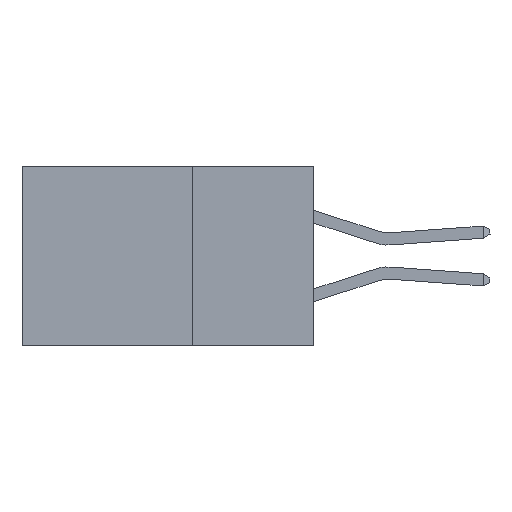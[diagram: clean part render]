
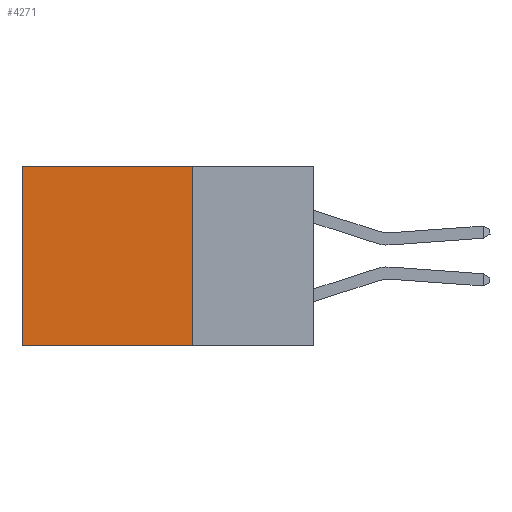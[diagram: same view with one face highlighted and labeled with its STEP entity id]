
A CAD part, left-side view. The second image highlights one B-rep face of the part: STEP entity #4271.
In plain terms, the highlighted planar face has unit normal (-1, 0, 0).
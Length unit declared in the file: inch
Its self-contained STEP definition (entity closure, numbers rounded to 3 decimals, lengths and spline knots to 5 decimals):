
#1169 = LINE ( 'NONE', #14082, #14541 ) ;
#1335 = ORIENTED_EDGE ( 'NONE', *, *, #14481, .F. ) ;
#2407 = ORIENTED_EDGE ( 'NONE', *, *, #12302, .T. ) ;
#2431 = FACE_OUTER_BOUND ( 'NONE', #13235, .T. ) ;
#2478 = VECTOR ( 'NONE', #2781, 39.37008 ) ;
#2547 = ORIENTED_EDGE ( 'NONE', *, *, #10984, .T. ) ;
#2781 = DIRECTION ( 'NONE',  ( 0., 0., -1. ) ) ;
#2954 = DIRECTION ( 'NONE',  ( 0., 1., 0. ) ) ;
#3383 = VECTOR ( 'NONE', #2954, 39.37008 ) ;
#3584 = CARTESIAN_POINT ( 'NONE',  ( 0.2875, 0.6, 0. ) ) ;
#3625 = CARTESIAN_POINT ( 'NONE',  ( 0.2875, 0.6, -0.37 ) ) ;
#4271 = ADVANCED_FACE ( 'NONE', ( #2431 ), #13198, .F. ) ;
#4555 = VERTEX_POINT ( 'NONE', #11917 ) ;
#4579 = EDGE_CURVE ( 'NONE', #6455, #11066, #1169, .T. ) ;
#5029 = ORIENTED_EDGE ( 'NONE', *, *, #4579, .F. ) ;
#5358 = CARTESIAN_POINT ( 'NONE',  ( 0.2875, 0.6, 0. ) ) ;
#6455 = VERTEX_POINT ( 'NONE', #14608 ) ;
#6937 = VECTOR ( 'NONE', #9139, 39.37008 ) ;
#7315 = CARTESIAN_POINT ( 'NONE',  ( 0.2875, 0.25, 0. ) ) ;
#7396 = DIRECTION ( 'NONE',  ( 1., 0., 0. ) ) ;
#8395 = DIRECTION ( 'NONE',  ( 0., 0., -1. ) ) ;
#9139 = DIRECTION ( 'NONE',  ( 0., 0., -1. ) ) ;
#10984 = EDGE_CURVE ( 'NONE', #4555, #11515, #14940, .T. ) ;
#11066 = VERTEX_POINT ( 'NONE', #3625 ) ;
#11232 = LINE ( 'NONE', #5358, #6937 ) ;
#11515 = VERTEX_POINT ( 'NONE', #3584 ) ;
#11742 = CARTESIAN_POINT ( 'NONE',  ( 0.2875, 0.25, 0. ) ) ;
#11917 = CARTESIAN_POINT ( 'NONE',  ( 0.2875, 0.25, 0. ) ) ;
#12302 = EDGE_CURVE ( 'NONE', #11515, #11066, #11232, .T. ) ;
#12831 = LINE ( 'NONE', #11742, #2478 ) ;
#13198 = PLANE ( 'NONE',  #13550 ) ;
#13235 = EDGE_LOOP ( 'NONE', ( #2407, #5029, #1335, #2547 ) ) ;
#13550 = AXIS2_PLACEMENT_3D ( 'NONE', #7315, #7396, #8395 ) ;
#13799 = DIRECTION ( 'NONE',  ( 0., 1., 0. ) ) ;
#13863 = CARTESIAN_POINT ( 'NONE',  ( 0.2875, 0.25, 0. ) ) ;
#14082 = CARTESIAN_POINT ( 'NONE',  ( 0.2875, 0.25, -0.37 ) ) ;
#14481 = EDGE_CURVE ( 'NONE', #4555, #6455, #12831, .T. ) ;
#14541 = VECTOR ( 'NONE', #13799, 39.37008 ) ;
#14608 = CARTESIAN_POINT ( 'NONE',  ( 0.2875, 0.25, -0.37 ) ) ;
#14940 = LINE ( 'NONE', #13863, #3383 ) ;
